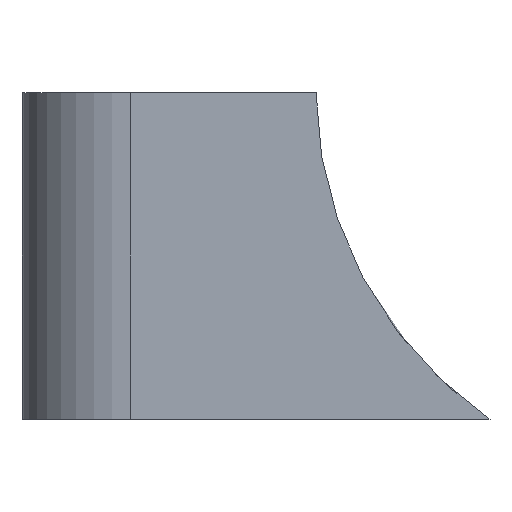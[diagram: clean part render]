
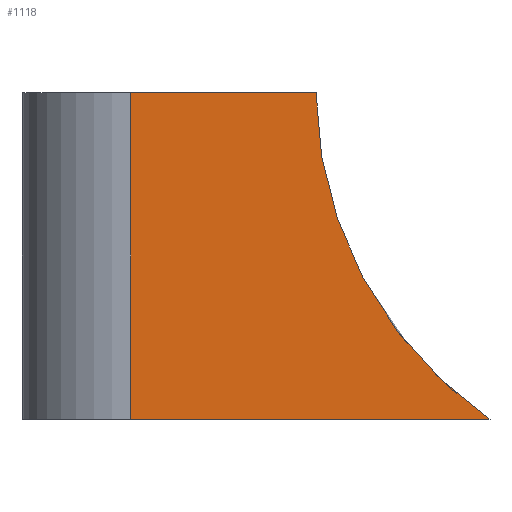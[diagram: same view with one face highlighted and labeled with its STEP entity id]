
A CAD part, front view. The second image highlights one B-rep face of the part: STEP entity #1118.
In plain terms, the highlighted planar face has unit normal (0, -1, 0).
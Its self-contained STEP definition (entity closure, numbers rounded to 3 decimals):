
#65=PLANE('',#1209);
#123=FACE_OUTER_BOUND('',#183,.T.);
#183=EDGE_LOOP('',(#1030,#1031,#1032,#1033));
#200=CIRCLE('',#1175,11.);
#284=LINE('',#1691,#424);
#324=LINE('',#1777,#464);
#325=LINE('',#1779,#465);
#424=VECTOR('',#1365,10.);
#464=VECTOR('',#1449,10.);
#465=VECTOR('',#1452,10.);
#548=VERTEX_POINT('',#1688);
#549=VERTEX_POINT('',#1690);
#553=VERTEX_POINT('',#1701);
#573=VERTEX_POINT('',#1775);
#670=EDGE_CURVE('',#549,#548,#284,.T.);
#677=EDGE_CURVE('',#548,#553,#200,.T.);
#715=EDGE_CURVE('',#553,#573,#324,.T.);
#716=EDGE_CURVE('',#549,#573,#325,.T.);
#1030=ORIENTED_EDGE('',*,*,#716,.F.);
#1031=ORIENTED_EDGE('',*,*,#670,.T.);
#1032=ORIENTED_EDGE('',*,*,#677,.T.);
#1033=ORIENTED_EDGE('',*,*,#715,.T.);
#1118=ADVANCED_FACE('',(#123),#65,.T.);
#1175=AXIS2_PLACEMENT_3D('',#1703,#1376,#1377);
#1209=AXIS2_PLACEMENT_3D('',#1822,#1501,#1502);
#1365=DIRECTION('',(1.,0.,0.));
#1376=DIRECTION('center_axis',(0.,1.,0.));
#1377=DIRECTION('ref_axis',(0.,0.,-1.));
#1449=DIRECTION('',(-1.,0.,0.));
#1452=DIRECTION('',(0.,0.,1.));
#1501=DIRECTION('center_axis',(0.,-1.,0.));
#1502=DIRECTION('ref_axis',(1.,0.,0.));
#1688=CARTESIAN_POINT('',(-6.093,-52.5,5.));
#1690=CARTESIAN_POINT('',(-16.,-52.5,5.));
#1691=CARTESIAN_POINT('',(-12.5,-52.5,5.));
#1701=CARTESIAN_POINT('',(-10.891,-52.5,14.));
#1703=CARTESIAN_POINT('Origin',(0.109,-52.5,14.085));
#1775=CARTESIAN_POINT('',(-16.,-52.5,14.));
#1777=CARTESIAN_POINT('',(-12.5,-52.5,14.));
#1779=CARTESIAN_POINT('',(-16.,-52.5,7.5));
#1822=CARTESIAN_POINT('Origin',(-25.,-52.5,0.));
